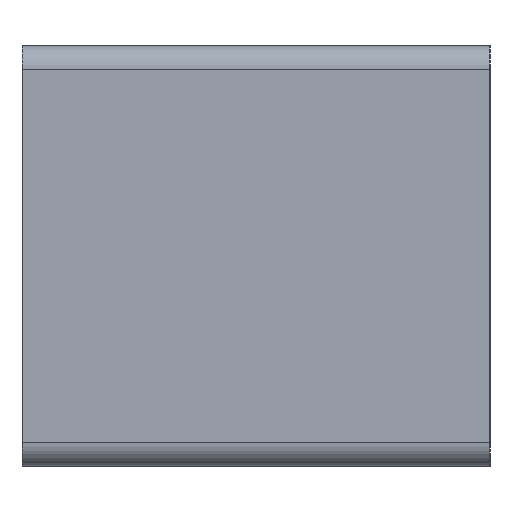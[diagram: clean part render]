
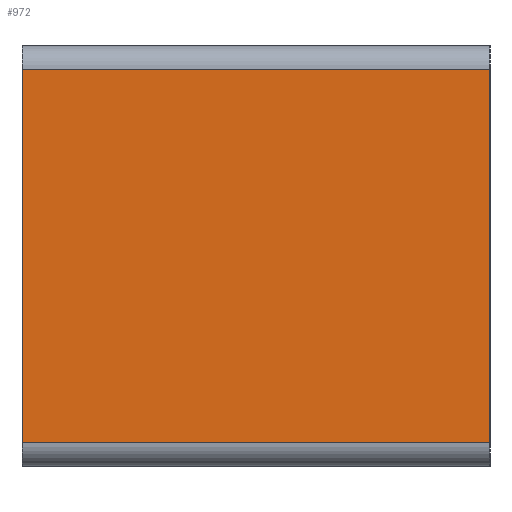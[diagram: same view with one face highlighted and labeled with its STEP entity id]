
A CAD part, left-side view. The second image highlights one B-rep face of the part: STEP entity #972.
In plain terms, the highlighted planar face has unit normal (-1, 0, 0).
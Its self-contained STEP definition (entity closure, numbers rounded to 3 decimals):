
#649=CARTESIAN_POINT('',(-331.25,197.0,-79.75));
#650=VERTEX_POINT('',#649);
#668=CARTESIAN_POINT('',(-331.25,-3.0,-79.75));
#669=VERTEX_POINT('',#668);
#677=CARTESIAN_POINT('',(-331.25,-3.0,-79.75));
#678=DIRECTION('',(0.0,1.0,0.0));
#679=VECTOR('',#678,200.0);
#680=LINE('',#677,#679);
#681=EDGE_CURVE('',#669,#650,#680,.T.);
#734=CARTESIAN_POINT('',(-331.25,-3.0,79.75));
#735=VERTEX_POINT('',#734);
#743=CARTESIAN_POINT('',(-331.25,-3.0,79.75));
#744=DIRECTION('',(0.0,0.0,-1.0));
#745=VECTOR('',#744,159.5);
#746=LINE('',#743,#745);
#747=EDGE_CURVE('',#735,#669,#746,.T.);
#902=CARTESIAN_POINT('',(-331.25,197.0,79.75));
#903=VERTEX_POINT('',#902);
#911=CARTESIAN_POINT('',(-331.25,197.0,79.75));
#912=DIRECTION('',(0.0,-1.0,0.0));
#913=VECTOR('',#912,200.0);
#914=LINE('',#911,#913);
#915=EDGE_CURVE('',#903,#735,#914,.T.);
#956=CARTESIAN_POINT('',(-331.25,0.0,-89.75));
#957=DIRECTION('',(-1.0,0.0,0.0));
#958=DIRECTION('',(0.0,0.0,1.0));
#959=AXIS2_PLACEMENT_3D('',#956,#957,#958);
#960=PLANE('',#959);
#961=ORIENTED_EDGE('',*,*,#681,.F.);
#962=ORIENTED_EDGE('',*,*,#747,.F.);
#963=ORIENTED_EDGE('',*,*,#915,.F.);
#964=CARTESIAN_POINT('',(-331.25,197.0,-79.75));
#965=DIRECTION('',(0.0,0.0,1.0));
#966=VECTOR('',#965,159.5);
#967=LINE('',#964,#966);
#968=EDGE_CURVE('',#650,#903,#967,.T.);
#969=ORIENTED_EDGE('',*,*,#968,.F.);
#970=EDGE_LOOP('',(#961,#962,#963,#969));
#971=FACE_OUTER_BOUND('',#970,.T.);
#972=ADVANCED_FACE('',(#971),#960,.T.);
